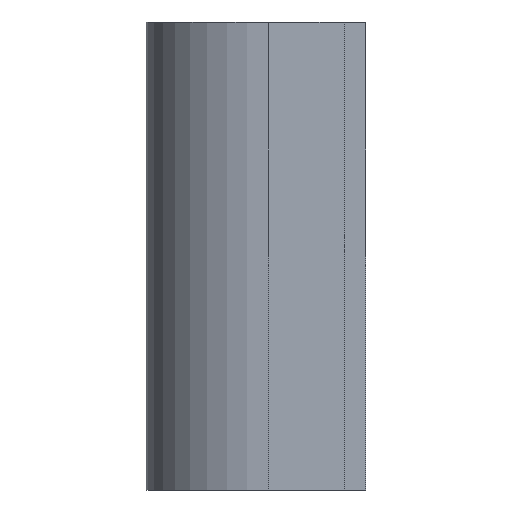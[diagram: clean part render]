
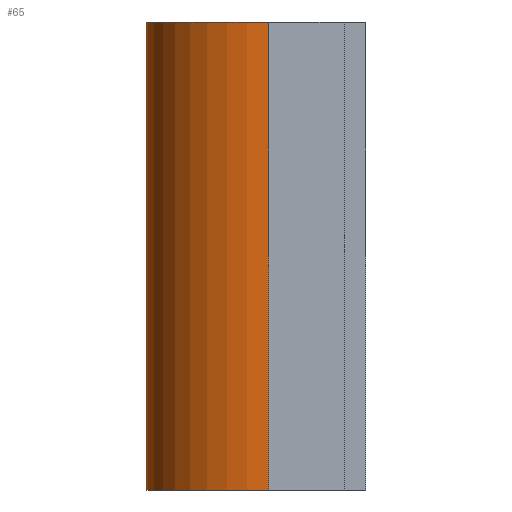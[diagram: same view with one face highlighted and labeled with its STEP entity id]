
A CAD part, left-side view. The second image highlights one B-rep face of the part: STEP entity #65.
In plain terms, the highlighted cylindrical face has radius 17 mm (diameter 34 mm), a partial arc.
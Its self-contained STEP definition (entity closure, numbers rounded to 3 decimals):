
#65=ADVANCED_FACE('NONE',(#124),#125,.T.);
#124=FACE_OUTER_BOUND('',#174,.T.);
#125=CYLINDRICAL_SURFACE('',#175,17.0);
#174=EDGE_LOOP('',(#299,#300,#301,#302));
#175=AXIS2_PLACEMENT_3D('',#303,#304,#305);
#299=ORIENTED_EDGE('',*,*,#353,.T.);
#300=ORIENTED_EDGE('',*,*,#355,.T.);
#301=ORIENTED_EDGE('',*,*,#347,.T.);
#302=ORIENTED_EDGE('',*,*,#350,.T.);
#303=CARTESIAN_POINT('',(0.,-14.5,32.5));
#304=DIRECTION('',(0.,0.0,1.0));
#305=DIRECTION('',(-1.0,0.0,0.));
#347=EDGE_CURVE('NONE',#416,#418,#420,.T.);
#350=EDGE_CURVE('NONE',#418,#422,#424,.T.);
#353=EDGE_CURVE('NONE',#422,#426,#428,.T.);
#355=EDGE_CURVE('NONE',#426,#416,#430,.T.);
#416=VERTEX_POINT('NONE',#517);
#418=VERTEX_POINT('NONE',#520);
#420=CIRCLE('',#523,17.0);
#422=VERTEX_POINT('NONE',#525);
#424=LINE('',#528,#529);
#426=VERTEX_POINT('NONE',#531);
#428=CIRCLE('',#534,17.0);
#430=LINE('',#536,#537);
#517=CARTESIAN_POINT('',(17.0,-14.5,-32.5));
#520=CARTESIAN_POINT('',(-17.0,-14.5,-32.5));
#523=AXIS2_PLACEMENT_3D('',#574,#575,#576);
#525=CARTESIAN_POINT('',(-17.0,-14.5,32.5));
#528=CARTESIAN_POINT('',(-17.0,-14.5,32.5));
#529=VECTOR('',#578,1000.0);
#531=CARTESIAN_POINT('',(17.0,-14.5,32.5));
#534=AXIS2_PLACEMENT_3D('',#580,#581,#582);
#536=CARTESIAN_POINT('',(17.0,-14.5,32.5));
#537=VECTOR('',#583,1000.0);
#574=CARTESIAN_POINT('',(0.,-14.5,-32.5));
#575=DIRECTION('',(0.,0.0,1.0));
#576=DIRECTION('',(-1.0,0.0,0.));
#578=DIRECTION('',(0.,0.0,1.0));
#580=CARTESIAN_POINT('',(0.,-14.5,32.5));
#581=DIRECTION('',(0.,0.0,-1.0));
#582=DIRECTION('',(-1.0,0.0,0.));
#583=DIRECTION('',(0.,0.0,-1.0));
